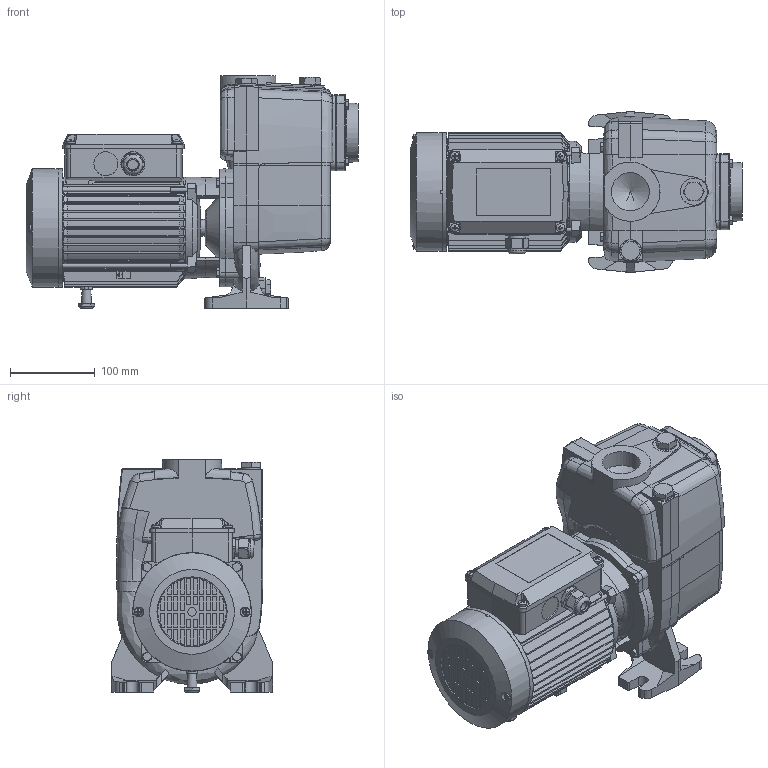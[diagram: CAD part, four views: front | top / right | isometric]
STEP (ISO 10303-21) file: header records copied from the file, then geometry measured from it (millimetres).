
FILE_DESCRIPTION(('STEP AP214'),'2;1');
FILE_NAME('4_93_531_01_REV00.stp','2013-07-10T15:11:06',(''),(''),'2012.1.115','THINKDESIGN','');
FILE_SCHEMA(('AUTOMOTIVE_DESIGN'));
Bounding box: 392.8 x 190.52 x 275 mm (x, y, z)
Volume: 7816158.3 mm3; surface area: 498401.3 mm2
Topology: 12 solids, 12 shells, 2010 faces, 5292 edges, 3398 vertices
Faces by surface type: bspline 872, plane 765, cylinder 373
Full cylindrical faces by diameter (mm): 3 x4, 4 x66, 4.36 x4, 4.5 x2, 5 x88, 8 x2, 10 x5, 11.3 x1, 13.157 x1, 13.25 x1, 14.66 x1, 16.662 x1, 18 x1, 18.06 x1, 18.16 x1, 20 x4, 20.1 x1, 20.5 x1, 22 x2, 23 x1, 28.5 x3, 32 x1, 45 x2, 120 x2, 140 x1, 140.5 x1
Entity records: 243093 total; most frequent: CARTESIAN_POINT 181768, ORIENTED_EDGE 10564, DIRECTION 6499, EDGE_CURVE 5282, VERTEX_POINT 3399, VECTOR 2463, LINE 2463, EDGE_LOOP 2129
